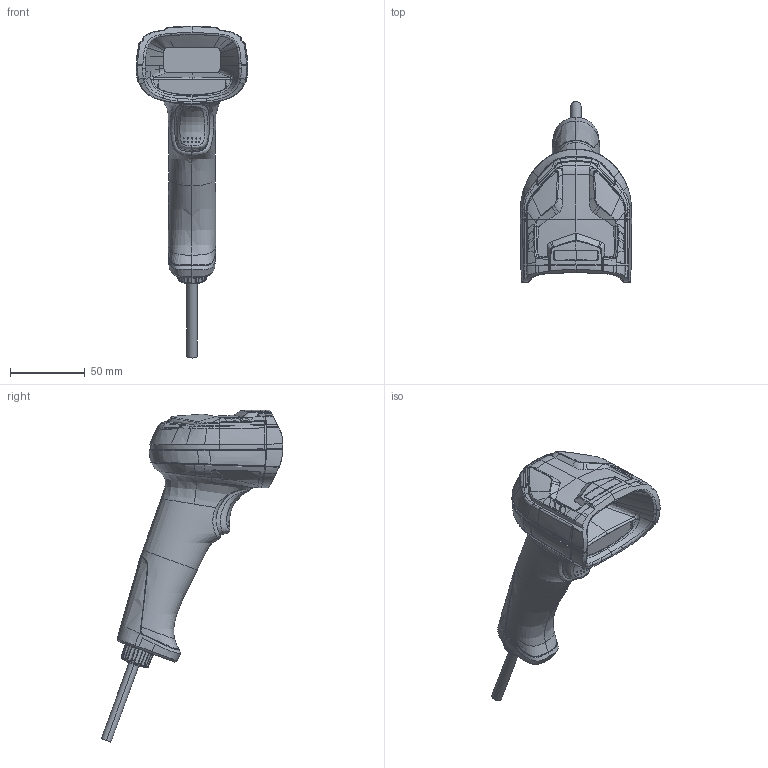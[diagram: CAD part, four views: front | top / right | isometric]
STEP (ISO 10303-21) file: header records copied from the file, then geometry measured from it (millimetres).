
FILE_DESCRIPTION((''),'2;1');
FILE_NAME('00_ASM','2022-11-17T15:09:29',('fangzhiyong'),(''),'CREO PARAMETRIC BY PTC INC, 2020044','CREO PARAMETRIC BY PTC INC, 2020044','');
FILE_SCHEMA(('CONFIG_CONTROL_DESIGN'));
Products named in the file (17): DE-12-002435_A; BREP_1-8829; BREP_2-8830; BREP_3-8831; _X2_56FE5757_X0__05_A_ASM; DE-12-002398_A_ASM; BREP_3-8821; BREP_5; BREP_6; BREP_8; BREP_9; BREP_10; DOCUMENT_A_ASM; BREP_2-1097; BREP_3-1098; BREP_1-1096; 00_ASM
Assembly tree (16 placements, depth 5):
  00_ASM
    DOCUMENT_A_ASM
      DE-12-002435_A
      DE-12-002398_A_ASM
        _X2_56FE5757_X0__05_A_ASM
          BREP_1-8829
          BREP_2-8830
          BREP_3-8831
      BREP_3-8821
      BREP_5
      BREP_6
      BREP_8
      BREP_9
      BREP_10
    BREP_2-1097
    BREP_3-1098
    BREP_1-1096
Bounding box: 74.41 x 120.95 x 221.54 mm (x, y, z)
Volume: 164885 mm3; surface area: 144711.5 mm2
Topology: 13 solids, 20 shells, 2766 faces, 7864 edges, 5116 vertices
Faces by surface type: plane 1088, bspline 1021, cylinder 327, extrusion 189, cone 75, sphere 36, torus 30
Entity records: 183695 total; most frequent: CARTESIAN_POINT 123143, ORIENTED_EDGE 15674, EDGE_CURVE 7837, DIRECTION 7353, VERTEX_POINT 5116, B_SPLINE_CURVE_WITH_KNOTS 4611, VECTOR 3055, LINE 2866
